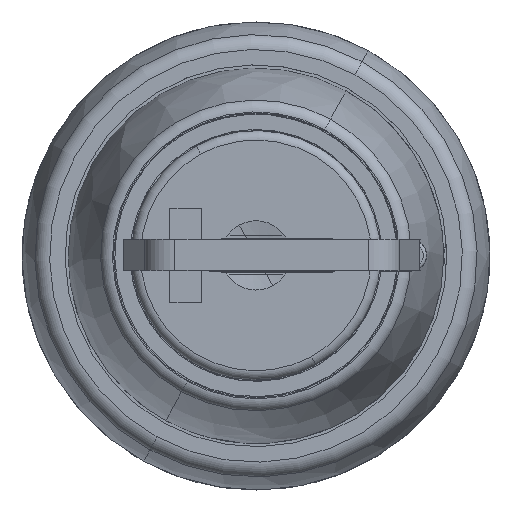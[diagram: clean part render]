
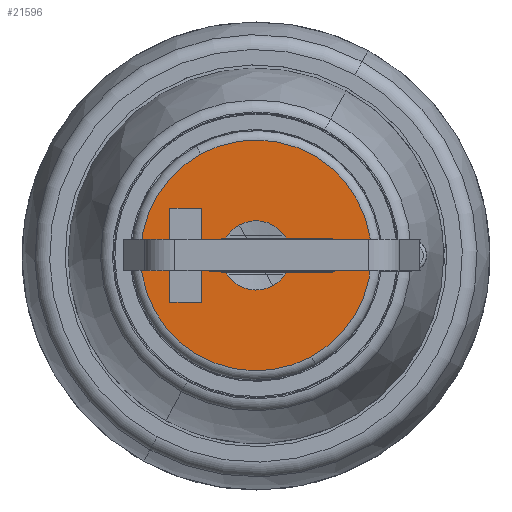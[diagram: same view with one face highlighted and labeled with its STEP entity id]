
A CAD part, top view. The second image highlights one B-rep face of the part: STEP entity #21596.
In plain terms, the highlighted planar face has unit normal (0, 0, 1).
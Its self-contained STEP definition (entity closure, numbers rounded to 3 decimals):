
#21170=AXIS2_PLACEMENT_3D('Circle Axis2P3D',#21168,#21169,$) ;
#21190=AXIS2_PLACEMENT_3D('Circle Axis2P3D',#21188,#21189,$) ;
#21468=AXIS2_PLACEMENT_3D('Circle Axis2P3D',#21466,#21467,$) ;
#21487=AXIS2_PLACEMENT_3D('Circle Axis2P3D',#21485,#21486,$) ;
#21499=AXIS2_PLACEMENT_3D('Circle Axis2P3D',#21497,#21498,$) ;
#21510=AXIS2_PLACEMENT_3D('Circle Axis2P3D',#21508,#21509,$) ;
#21529=AXIS2_PLACEMENT_3D('Circle Axis2P3D',#21527,#21528,$) ;
#21542=AXIS2_PLACEMENT_3D('Plane Axis2P3D',#21539,#21540,#21541) ;
#21165=CARTESIAN_POINT('Vertex',(-3.536,6.473,16.2)) ;
#21168=CARTESIAN_POINT('Axis2P3D Location',(0.,0.,16.2)) ;
#21172=CARTESIAN_POINT('Vertex',(3.536,-6.473,16.2)) ;
#21188=CARTESIAN_POINT('Axis2P3D Location',(0.,0.,16.2)) ;
#21255=CARTESIAN_POINT('Vertex',(4.9,-1.1,16.2)) ;
#21258=CARTESIAN_POINT('Line Origine',(4.9,0.,16.2)) ;
#21262=CARTESIAN_POINT('Vertex',(4.9,1.1,16.2)) ;
#21283=CARTESIAN_POINT('Line Origine',(-2.2,-0.674,16.2)) ;
#21287=CARTESIAN_POINT('Vertex',(-2.2,-1.1,16.2)) ;
#21289=CARTESIAN_POINT('Vertex',(-2.2,-0.247,16.2)) ;
#21301=CARTESIAN_POINT('Vertex',(-2.2,1.1,16.2)) ;
#21304=CARTESIAN_POINT('Line Origine',(-2.2,0.674,16.2)) ;
#21308=CARTESIAN_POINT('Vertex',(-2.2,0.247,16.2)) ;
#21334=CARTESIAN_POINT('Line Origine',(-2.061,1.1,16.2)) ;
#21338=CARTESIAN_POINT('Vertex',(-1.921,1.1,16.2)) ;
#21341=CARTESIAN_POINT('Line Origine',(3.411,1.1,16.2)) ;
#21345=CARTESIAN_POINT('Vertex',(1.921,1.1,16.2)) ;
#21400=CARTESIAN_POINT('Line Origine',(3.411,-1.1,16.2)) ;
#21404=CARTESIAN_POINT('Vertex',(1.921,-1.1,16.2)) ;
#21407=CARTESIAN_POINT('Line Origine',(-2.061,-1.1,16.2)) ;
#21411=CARTESIAN_POINT('Vertex',(-1.921,-1.1,16.2)) ;
#21466=CARTESIAN_POINT('Axis2P3D Location',(0.,0.,16.2)) ;
#21470=CARTESIAN_POINT('Vertex',(-1.061,1.943,16.2)) ;
#21485=CARTESIAN_POINT('Axis2P3D Location',(0.,0.,16.2)) ;
#21497=CARTESIAN_POINT('Axis2P3D Location',(0.,0.,16.2)) ;
#21508=CARTESIAN_POINT('Axis2P3D Location',(0.,0.,16.2)) ;
#21512=CARTESIAN_POINT('Vertex',(1.061,-1.943,16.2)) ;
#21527=CARTESIAN_POINT('Axis2P3D Location',(0.,0.,16.2)) ;
#21539=CARTESIAN_POINT('Axis2P3D Location',(0.,-7.376,16.2)) ;
#21548=CARTESIAN_POINT('Line Origine',(-4.5,-3.,16.2)) ;
#21552=CARTESIAN_POINT('Vertex',(-3.5,-3.,16.2)) ;
#21554=CARTESIAN_POINT('Vertex',(-5.5,-3.,16.2)) ;
#21557=CARTESIAN_POINT('Line Origine',(-5.5,0.,16.2)) ;
#21561=CARTESIAN_POINT('Vertex',(-5.5,3.,16.2)) ;
#21564=CARTESIAN_POINT('Line Origine',(-4.5,3.,16.2)) ;
#21568=CARTESIAN_POINT('Vertex',(-3.5,3.,16.2)) ;
#21571=CARTESIAN_POINT('Line Origine',(-3.5,0.,16.2)) ;
#21169=DIRECTION('Axis2P3D Direction',(0.,0.,1.)) ;
#21189=DIRECTION('Axis2P3D Direction',(0.,0.,1.)) ;
#21259=DIRECTION('Vector Direction',(0.,-1.,0.)) ;
#21284=DIRECTION('Vector Direction',(0.,1.,0.)) ;
#21305=DIRECTION('Vector Direction',(0.,1.,0.)) ;
#21335=DIRECTION('Vector Direction',(1.,0.,0.)) ;
#21342=DIRECTION('Vector Direction',(1.,0.,0.)) ;
#21401=DIRECTION('Vector Direction',(-1.,0.,0.)) ;
#21408=DIRECTION('Vector Direction',(-1.,0.,0.)) ;
#21467=DIRECTION('Axis2P3D Direction',(0.,0.,1.)) ;
#21486=DIRECTION('Axis2P3D Direction',(0.,0.,1.)) ;
#21498=DIRECTION('Axis2P3D Direction',(0.,0.,1.)) ;
#21509=DIRECTION('Axis2P3D Direction',(0.,0.,1.)) ;
#21528=DIRECTION('Axis2P3D Direction',(0.,0.,1.)) ;
#21540=DIRECTION('Axis2P3D Direction',(0.,0.,1.)) ;
#21541=DIRECTION('Axis2P3D XDirection',(1.,0.,0.)) ;
#21549=DIRECTION('Vector Direction',(-1.,0.,0.)) ;
#21558=DIRECTION('Vector Direction',(0.,1.,0.)) ;
#21565=DIRECTION('Vector Direction',(1.,0.,0.)) ;
#21572=DIRECTION('Vector Direction',(0.,-1.,0.)) ;
#21260=VECTOR('Line Direction',#21259,1.) ;
#21285=VECTOR('Line Direction',#21284,1.) ;
#21306=VECTOR('Line Direction',#21305,1.) ;
#21336=VECTOR('Line Direction',#21335,1.) ;
#21343=VECTOR('Line Direction',#21342,1.) ;
#21402=VECTOR('Line Direction',#21401,1.) ;
#21409=VECTOR('Line Direction',#21408,1.) ;
#21550=VECTOR('Line Direction',#21549,1.) ;
#21559=VECTOR('Line Direction',#21558,1.) ;
#21566=VECTOR('Line Direction',#21565,1.) ;
#21573=VECTOR('Line Direction',#21572,1.) ;
#21545=ORIENTED_EDGE('',*,*,#21192,.T.) ;
#21546=ORIENTED_EDGE('',*,*,#21174,.T.) ;
#21577=ORIENTED_EDGE('',*,*,#21556,.T.) ;
#21578=ORIENTED_EDGE('',*,*,#21563,.T.) ;
#21579=ORIENTED_EDGE('',*,*,#21570,.T.) ;
#21580=ORIENTED_EDGE('',*,*,#21575,.T.) ;
#21583=ORIENTED_EDGE('',*,*,#21310,.T.) ;
#21584=ORIENTED_EDGE('',*,*,#21340,.T.) ;
#21585=ORIENTED_EDGE('',*,*,#21472,.F.) ;
#21586=ORIENTED_EDGE('',*,*,#21489,.F.) ;
#21587=ORIENTED_EDGE('',*,*,#21347,.T.) ;
#21588=ORIENTED_EDGE('',*,*,#21264,.T.) ;
#21589=ORIENTED_EDGE('',*,*,#21406,.T.) ;
#21590=ORIENTED_EDGE('',*,*,#21531,.F.) ;
#21591=ORIENTED_EDGE('',*,*,#21514,.F.) ;
#21592=ORIENTED_EDGE('',*,*,#21413,.T.) ;
#21593=ORIENTED_EDGE('',*,*,#21291,.T.) ;
#21594=ORIENTED_EDGE('',*,*,#21501,.F.) ;
#21581=FACE_BOUND('',#21576,.T.) ;
#21595=FACE_BOUND('',#21582,.T.) ;
#21596=ADVANCED_FACE('Corps de pi\X2\00E8\X0\ce.11 ( *SOL2 - wsp *MASTER -  )',(#21547,#21581,#21595),#21543,.T.) ;
#21171=CIRCLE('generated circle',#21170,7.376) ;
#21191=CIRCLE('generated circle',#21190,7.376) ;
#21469=CIRCLE('generated circle',#21468,2.214) ;
#21488=CIRCLE('generated circle',#21487,2.214) ;
#21500=CIRCLE('generated circle',#21499,2.214) ;
#21511=CIRCLE('generated circle',#21510,2.214) ;
#21530=CIRCLE('generated circle',#21529,2.214) ;
#21174=EDGE_CURVE('',#21173,#21166,#21171,.T.) ;
#21192=EDGE_CURVE('',#21166,#21173,#21191,.T.) ;
#21264=EDGE_CURVE('',#21263,#21256,#21261,.T.) ;
#21291=EDGE_CURVE('',#21288,#21290,#21286,.T.) ;
#21310=EDGE_CURVE('',#21309,#21302,#21307,.T.) ;
#21340=EDGE_CURVE('',#21302,#21339,#21337,.T.) ;
#21347=EDGE_CURVE('',#21346,#21263,#21344,.T.) ;
#21406=EDGE_CURVE('',#21256,#21405,#21403,.T.) ;
#21413=EDGE_CURVE('',#21412,#21288,#21410,.T.) ;
#21472=EDGE_CURVE('',#21471,#21339,#21469,.T.) ;
#21489=EDGE_CURVE('',#21346,#21471,#21488,.T.) ;
#21501=EDGE_CURVE('',#21309,#21290,#21500,.T.) ;
#21514=EDGE_CURVE('',#21412,#21513,#21511,.T.) ;
#21531=EDGE_CURVE('',#21513,#21405,#21530,.T.) ;
#21556=EDGE_CURVE('',#21553,#21555,#21551,.T.) ;
#21563=EDGE_CURVE('',#21555,#21562,#21560,.T.) ;
#21570=EDGE_CURVE('',#21562,#21569,#21567,.T.) ;
#21575=EDGE_CURVE('',#21569,#21553,#21574,.T.) ;
#21544=EDGE_LOOP('',(#21545,#21546)) ;
#21576=EDGE_LOOP('',(#21577,#21578,#21579,#21580)) ;
#21582=EDGE_LOOP('',(#21583,#21584,#21585,#21586,#21587,#21588,#21589,#21590,#21591,#21592,#21593,#21594)) ;
#21547=FACE_OUTER_BOUND('',#21544,.T.) ;
#21261=LINE('Line',#21258,#21260) ;
#21286=LINE('Line',#21283,#21285) ;
#21307=LINE('Line',#21304,#21306) ;
#21337=LINE('Line',#21334,#21336) ;
#21344=LINE('Line',#21341,#21343) ;
#21403=LINE('Line',#21400,#21402) ;
#21410=LINE('Line',#21407,#21409) ;
#21551=LINE('Line',#21548,#21550) ;
#21560=LINE('Line',#21557,#21559) ;
#21567=LINE('Line',#21564,#21566) ;
#21574=LINE('Line',#21571,#21573) ;
#21543=PLANE('',#21542) ;
#21166=VERTEX_POINT('',#21165) ;
#21173=VERTEX_POINT('',#21172) ;
#21256=VERTEX_POINT('',#21255) ;
#21263=VERTEX_POINT('',#21262) ;
#21288=VERTEX_POINT('',#21287) ;
#21290=VERTEX_POINT('',#21289) ;
#21302=VERTEX_POINT('',#21301) ;
#21309=VERTEX_POINT('',#21308) ;
#21339=VERTEX_POINT('',#21338) ;
#21346=VERTEX_POINT('',#21345) ;
#21405=VERTEX_POINT('',#21404) ;
#21412=VERTEX_POINT('',#21411) ;
#21471=VERTEX_POINT('',#21470) ;
#21513=VERTEX_POINT('',#21512) ;
#21553=VERTEX_POINT('',#21552) ;
#21555=VERTEX_POINT('',#21554) ;
#21562=VERTEX_POINT('',#21561) ;
#21569=VERTEX_POINT('',#21568) ;
